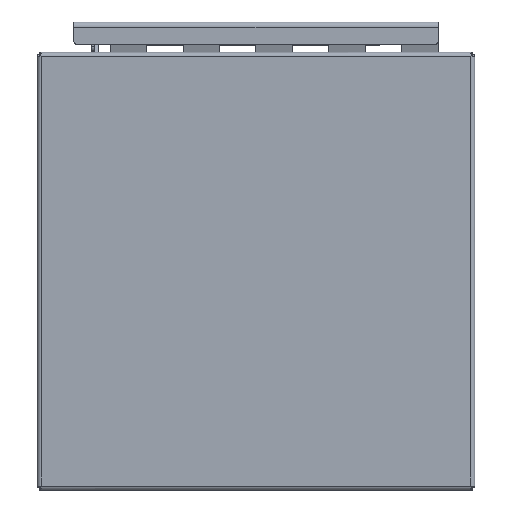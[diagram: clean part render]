
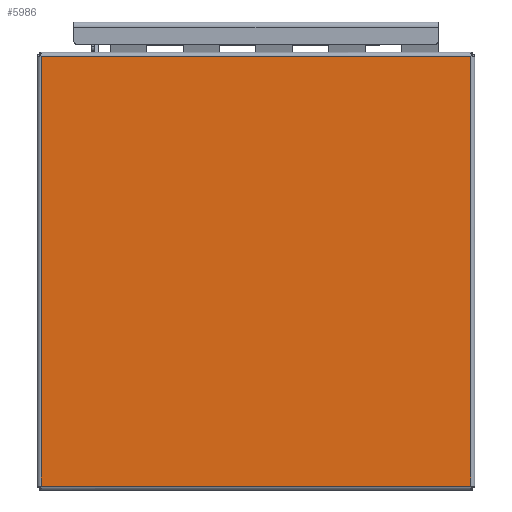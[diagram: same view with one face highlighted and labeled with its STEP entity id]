
A CAD part, top view. The second image highlights one B-rep face of the part: STEP entity #5986.
In plain terms, the highlighted planar face has unit normal (0, 0, 1).
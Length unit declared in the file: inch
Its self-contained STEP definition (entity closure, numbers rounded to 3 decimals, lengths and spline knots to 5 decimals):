
#6 = ORIENTED_EDGE ( 'NONE', *, *, #234, .F. ) ;
#138 = CARTESIAN_POINT ( 'NONE',  ( 5.892, 5.892, 0. ) ) ;
#234 = EDGE_CURVE ( 'NONE', #2536, #8923, #9923, .T. ) ;
#424 = VERTEX_POINT ( 'NONE', #7513 ) ;
#775 = EDGE_CURVE ( 'NONE', #424, #8449, #10121, .T. ) ;
#899 = PLANE ( 'NONE',  #9076 ) ;
#1305 = EDGE_CURVE ( 'NONE', #8449, #2536, #7202, .T. ) ;
#1331 = ORIENTED_EDGE ( 'NONE', *, *, #775, .F. ) ;
#1765 = VECTOR ( 'NONE', #9229, 39.37008 ) ;
#2198 = CARTESIAN_POINT ( 'NONE',  ( 5.892, -5.892, 0. ) ) ;
#2536 = VERTEX_POINT ( 'NONE', #9908 ) ;
#2602 = DIRECTION ( 'NONE',  ( 1., 0., 0. ) ) ;
#3541 = FACE_OUTER_BOUND ( 'NONE', #9869, .T. ) ;
#4594 = LINE ( 'NONE', #138, #1765 ) ;
#5072 = VECTOR ( 'NONE', #8335, 39.37008 ) ;
#5373 = DIRECTION ( 'NONE',  ( -1., 0., 0. ) ) ;
#5986 = ADVANCED_FACE ( 'NONE', ( #3541 ), #899, .T. ) ;
#6049 = EDGE_CURVE ( 'NONE', #8923, #424, #4594, .T. ) ;
#6378 = CARTESIAN_POINT ( 'NONE',  ( -5.892, 5.892, 0. ) ) ;
#6389 = CARTESIAN_POINT ( 'NONE',  ( -5.892, 5.892, 0. ) ) ;
#6902 = CARTESIAN_POINT ( 'NONE',  ( -6., -6., 0. ) ) ;
#7079 = DIRECTION ( 'NONE',  ( 0., 0., 1. ) ) ;
#7202 = LINE ( 'NONE', #9604, #7494 ) ;
#7494 = VECTOR ( 'NONE', #5373, 39.37008 ) ;
#7513 = CARTESIAN_POINT ( 'NONE',  ( 5.892, 5.892, 0. ) ) ;
#8335 = DIRECTION ( 'NONE',  ( 0., 1., 0. ) ) ;
#8449 = VERTEX_POINT ( 'NONE', #11028 ) ;
#8832 = VECTOR ( 'NONE', #11009, 39.37008 ) ;
#8840 = ORIENTED_EDGE ( 'NONE', *, *, #6049, .F. ) ;
#8923 = VERTEX_POINT ( 'NONE', #6378 ) ;
#9076 = AXIS2_PLACEMENT_3D ( 'NONE', #6902, #7079, #2602 ) ;
#9229 = DIRECTION ( 'NONE',  ( 1., 0., 0. ) ) ;
#9604 = CARTESIAN_POINT ( 'NONE',  ( -5.892, -5.892, 0. ) ) ;
#9869 = EDGE_LOOP ( 'NONE', ( #8840, #6, #10541, #1331 ) ) ;
#9908 = CARTESIAN_POINT ( 'NONE',  ( -5.892, -5.892, 0. ) ) ;
#9923 = LINE ( 'NONE', #6389, #5072 ) ;
#10121 = LINE ( 'NONE', #2198, #8832 ) ;
#10541 = ORIENTED_EDGE ( 'NONE', *, *, #1305, .F. ) ;
#11009 = DIRECTION ( 'NONE',  ( 0., -1., 0. ) ) ;
#11028 = CARTESIAN_POINT ( 'NONE',  ( 5.892, -5.892, 0. ) ) ;
